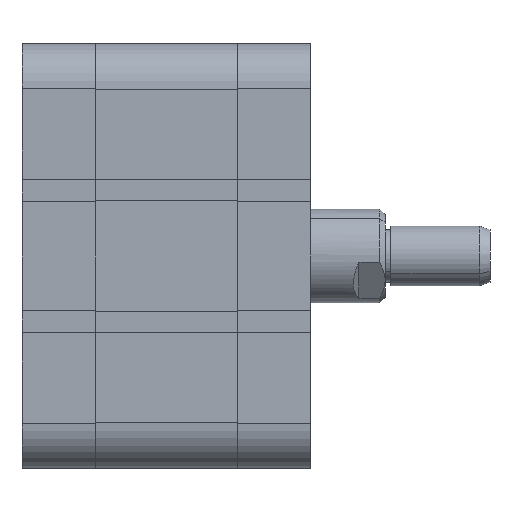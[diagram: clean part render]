
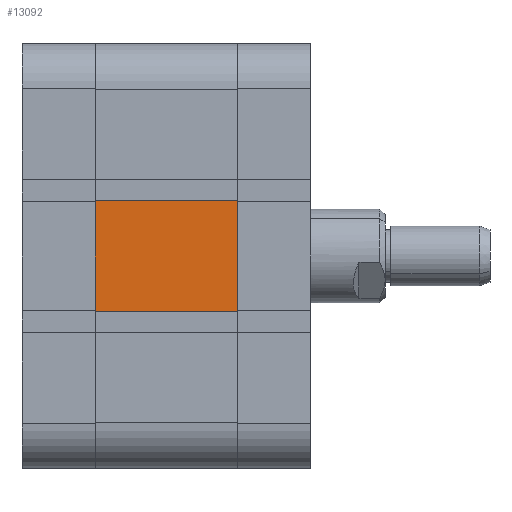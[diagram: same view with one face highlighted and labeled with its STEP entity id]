
A CAD part, front view. The second image highlights one B-rep face of the part: STEP entity #13092.
In plain terms, the highlighted planar face has unit normal (0, -1, 0).
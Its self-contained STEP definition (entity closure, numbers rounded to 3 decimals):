
#127 = EDGE_CURVE ( 'NONE', #14976, #23901, #14177, .T. ) ;
#718 = ORIENTED_EDGE ( 'NONE', *, *, #31571, .T. ) ;
#2317 = DIRECTION ( 'NONE',  ( 0., 1., 0. ) ) ;
#2399 = VECTOR ( 'NONE', #31126, 1000. ) ;
#3030 = DIRECTION ( 'NONE',  ( 0., 0., -1. ) ) ;
#3756 = DIRECTION ( 'NONE',  ( -1., 0., 0. ) ) ;
#5068 = AXIS2_PLACEMENT_3D ( 'NONE', #24427, #2317, #19750 ) ;
#7483 = PLANE ( 'NONE',  #5068 ) ;
#7738 = VERTEX_POINT ( 'NONE', #22618 ) ;
#8445 = CARTESIAN_POINT ( 'NONE',  ( 38.001, -56.75, 14.7 ) ) ;
#10590 = ORIENTED_EDGE ( 'NONE', *, *, #15954, .F. ) ;
#12061 = VECTOR ( 'NONE', #3030, 1000. ) ;
#13092 = ADVANCED_FACE ( 'NONE', ( #16859 ), #7483, .F. ) ;
#13682 = CARTESIAN_POINT ( 'NONE',  ( 0., -56.75, 14.7 ) ) ;
#14060 = EDGE_CURVE ( 'NONE', #28372, #7738, #15310, .T. ) ;
#14177 = LINE ( 'NONE', #23549, #2399 ) ;
#14976 = VERTEX_POINT ( 'NONE', #21924 ) ;
#15310 = LINE ( 'NONE', #25134, #12061 ) ;
#15954 = EDGE_CURVE ( 'NONE', #23901, #7738, #20682, .T. ) ;
#16035 = LINE ( 'NONE', #8445, #25443 ) ;
#16859 = FACE_OUTER_BOUND ( 'NONE', #29428, .T. ) ;
#19750 = DIRECTION ( 'NONE',  ( 0., 0., 1. ) ) ;
#20682 = LINE ( 'NONE', #25828, #30695 ) ;
#21645 = CARTESIAN_POINT ( 'NONE',  ( 38., -56.75, -14.7 ) ) ;
#21924 = CARTESIAN_POINT ( 'NONE',  ( 38., -56.75, 14.7 ) ) ;
#22618 = CARTESIAN_POINT ( 'NONE',  ( 0., -56.75, -14.7 ) ) ;
#23549 = CARTESIAN_POINT ( 'NONE',  ( 38., -56.75, -56.75 ) ) ;
#23776 = ORIENTED_EDGE ( 'NONE', *, *, #127, .F. ) ;
#23901 = VERTEX_POINT ( 'NONE', #21645 ) ;
#24427 = CARTESIAN_POINT ( 'NONE',  ( 38., -56.75, -56.75 ) ) ;
#25134 = CARTESIAN_POINT ( 'NONE',  ( 0., -56.75, -56.75 ) ) ;
#25443 = VECTOR ( 'NONE', #3756, 1000. ) ;
#25828 = CARTESIAN_POINT ( 'NONE',  ( 38.001, -56.75, -14.7 ) ) ;
#28372 = VERTEX_POINT ( 'NONE', #13682 ) ;
#28737 = ORIENTED_EDGE ( 'NONE', *, *, #14060, .T. ) ;
#29428 = EDGE_LOOP ( 'NONE', ( #718, #28737, #10590, #23776 ) ) ;
#30695 = VECTOR ( 'NONE', #30835, 1000. ) ;
#30835 = DIRECTION ( 'NONE',  ( -1., 0., 0. ) ) ;
#31126 = DIRECTION ( 'NONE',  ( 0., 0., -1. ) ) ;
#31571 = EDGE_CURVE ( 'NONE', #14976, #28372, #16035, .T. ) ;
